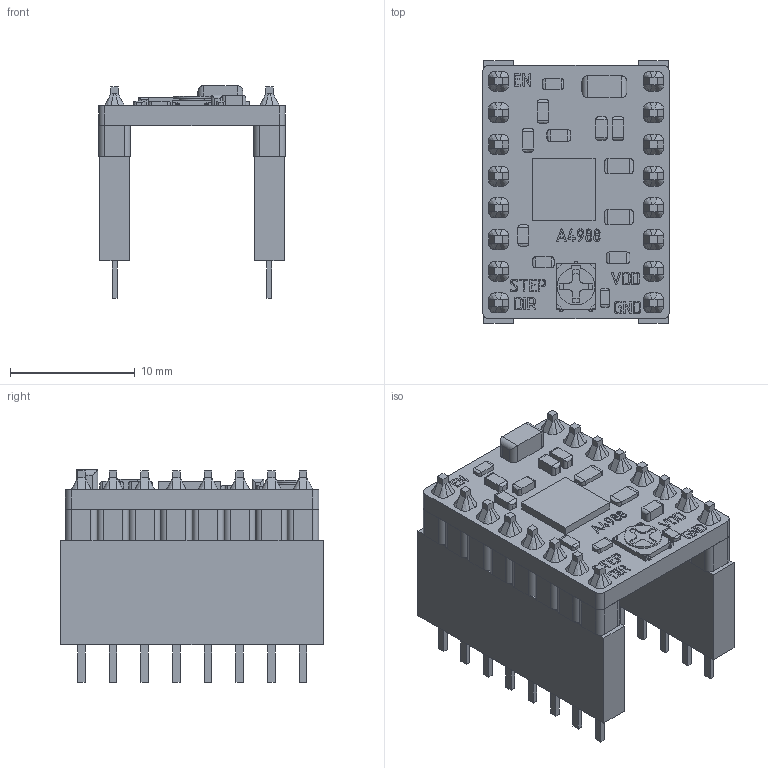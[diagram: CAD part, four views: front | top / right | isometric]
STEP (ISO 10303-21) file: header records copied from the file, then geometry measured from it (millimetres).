
FILE_DESCRIPTION(/* description */ ('','CAx-IF Rec.Pracs.---Representation and Presentation of Product Manufacturing Information (PMI)---4.0---2014-10-13'),/* implementation_level */ '2;1');
FILE_NAME(/* name */ '33b83ba7-96a8-48fc-a6a2-34fb5fa79a31.zip.stp',/* time_stamp */ '2025-02-25T01:34:59Z',/* author */ (''),/* organization */ (''),/* preprocessor_version */ 'ST-DEVELOPER v20',/* originating_system */ 'Autodesk Translation Framework v13.20.0.188',/* authorisation */ '');
FILE_SCHEMA (('AP242_MANAGED_MODEL_BASED_3D_ENGINEERING_MIM_LF { 1 0 10303 442 1 1 4 }'));
Length unit declared in the file: millimetre
Products named in the file (1): Document
Bounding box: 14.96 x 21.06 x 17.05 mm (x, y, z)
Volume: 1590.6 mm3; surface area: 3150.3 mm2
Topology: 36 solids, 36 shells, 954 faces, 2630 edges, 1835 vertices
Faces by surface type: plane 693, cylinder 149, bspline 112
Full cylindrical faces by diameter (mm): 2 x1
Entity records: 33161 total; most frequent: CARTESIAN_POINT 8397, ORIENTED_EDGE 5260, DIRECTION 4465, EDGE_CURVE 2630, LINE 2003, VECTOR 2003, VERTEX_POINT 1835, AXIS2_PLACEMENT_3D 1231
